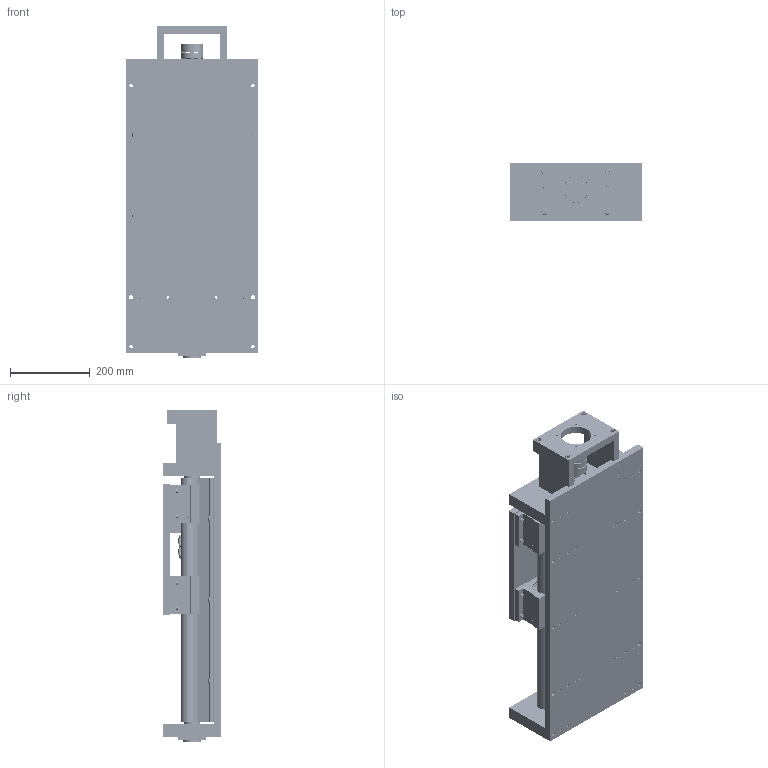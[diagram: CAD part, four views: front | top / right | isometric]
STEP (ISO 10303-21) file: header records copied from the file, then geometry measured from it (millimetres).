
FILE_DESCRIPTION (( 'STEP AP214' ), '1' );
FILE_NAME ('LinearSlide2_747FBA54B9.step', '2022-09-21T14:44:37', ( '' ), ( '' ), 'SwSTEP 2.0', 'SolidWorks 2019', '' );
FILE_SCHEMA (( 'AUTOMOTIVE_DESIGN' ));
Length unit declared in the file: inch
Products named in the file (5): d0bHx722fG_CADModel_0; d0bHx722fG_CADModel_1; LinearSlide2_747FBA54B9
Assembly tree (2 placements, depth 2):
  d0bHx722fG_CADModel_0
  d0bHx722fG_CADModel_1
  LinearSlide2_747FBA54B9
    d0bHx722fG_CADModel_1
    d0bHx722fG_CADModel_0
Bounding box: 330.2 x 146.05 x 831.44 mm (x, y, z)
Volume: 16265730 mm3; surface area: 2497599.8 mm2
Topology: 139 solids, 143 shells, 4349 faces, 10962 edges, 6798 vertices
Faces by surface type: plane 1564, cylinder 1350, cone 951, torus 348, sphere 120, bspline 16
Entity records: 195036 total; most frequent: CARTESIAN_POINT 33347, DIRECTION 22140, ORIENTED_EDGE 21156, EDGE_CURVE 10578, AXIS2_PLACEMENT_3D 8757, VERTEX_POINT 6610, EDGE_LOOP 4930, LINE 4626
